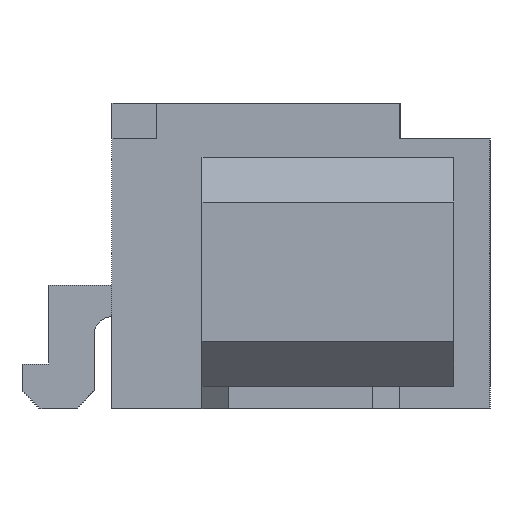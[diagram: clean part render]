
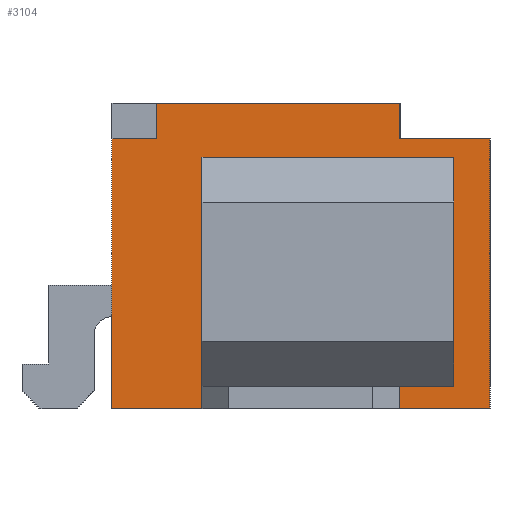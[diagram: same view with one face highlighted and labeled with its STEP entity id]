
A CAD part, left-side view. The second image highlights one B-rep face of the part: STEP entity #3104.
In plain terms, the highlighted planar face has unit normal (-1, 0, 0).
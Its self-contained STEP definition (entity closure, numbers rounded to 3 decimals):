
#787 = VERTEX_POINT('',#788);
#788 = CARTESIAN_POINT('',(-6.5,-2.6,0.));
#794 = EDGE_CURVE('',#787,#795,#797,.T.);
#795 = VERTEX_POINT('',#796);
#796 = CARTESIAN_POINT('',(-6.5,-2.6,3.));
#797 = LINE('',#798,#799);
#798 = CARTESIAN_POINT('',(-6.5,-2.6,0.));
#799 = VECTOR('',#800,1.);
#800 = DIRECTION('',(0.,0.,1.));
#1390 = VERTEX_POINT('',#1391);
#1391 = CARTESIAN_POINT('',(-6.5,1.6,3.));
#1397 = EDGE_CURVE('',#1398,#1390,#1400,.T.);
#1398 = VERTEX_POINT('',#1399);
#1399 = CARTESIAN_POINT('',(-6.5,1.6,0.));
#1400 = LINE('',#1401,#1402);
#1401 = CARTESIAN_POINT('',(-6.5,1.6,0.));
#1402 = VECTOR('',#1403,1.);
#1403 = DIRECTION('',(0.,0.,1.));
#2178 = VERTEX_POINT('',#2179);
#2179 = CARTESIAN_POINT('',(-6.5,1.1,3.4));
#2185 = EDGE_CURVE('',#2178,#2186,#2188,.T.);
#2186 = VERTEX_POINT('',#2187);
#2187 = CARTESIAN_POINT('',(-6.5,-1.6,3.4));
#2188 = LINE('',#2189,#2190);
#2189 = CARTESIAN_POINT('',(-6.5,1.6,3.4));
#2190 = VECTOR('',#2191,1.);
#2191 = DIRECTION('',(0.,-1.,0.));
#3049 = EDGE_CURVE('',#1398,#787,#3050,.T.);
#3050 = LINE('',#3051,#3052);
#3051 = CARTESIAN_POINT('',(-6.5,1.6,0.));
#3052 = VECTOR('',#3053,1.);
#3053 = DIRECTION('',(0.,-1.,0.));
#3084 = EDGE_CURVE('',#795,#3085,#3087,.T.);
#3085 = VERTEX_POINT('',#3086);
#3086 = CARTESIAN_POINT('',(-6.5,-1.6,3.));
#3087 = LINE('',#3088,#3089);
#3088 = CARTESIAN_POINT('',(-6.5,-2.6,3.));
#3089 = VECTOR('',#3090,1.);
#3090 = DIRECTION('',(0.,1.,0.));
#3104 = ADVANCED_FACE('',(#3105,#3132),#3214,.F.);
#3105 = FACE_BOUND('',#3106,.F.);
#3106 = EDGE_LOOP('',(#3107,#3108,#3109,#3117,#3123,#3124,#3130,#3131));
#3107 = ORIENTED_EDGE('',*,*,#3049,.F.);
#3108 = ORIENTED_EDGE('',*,*,#1397,.T.);
#3109 = ORIENTED_EDGE('',*,*,#3110,.T.);
#3110 = EDGE_CURVE('',#1390,#3111,#3113,.T.);
#3111 = VERTEX_POINT('',#3112);
#3112 = CARTESIAN_POINT('',(-6.5,1.1,3.));
#3113 = LINE('',#3114,#3115);
#3114 = CARTESIAN_POINT('',(-6.5,1.6,3.));
#3115 = VECTOR('',#3116,1.);
#3116 = DIRECTION('',(0.,-1.,0.));
#3117 = ORIENTED_EDGE('',*,*,#3118,.F.);
#3118 = EDGE_CURVE('',#2178,#3111,#3119,.T.);
#3119 = LINE('',#3120,#3121);
#3120 = CARTESIAN_POINT('',(-6.5,1.1,3.4));
#3121 = VECTOR('',#3122,1.);
#3122 = DIRECTION('',(-0.,-0.,-1.));
#3123 = ORIENTED_EDGE('',*,*,#2185,.T.);
#3124 = ORIENTED_EDGE('',*,*,#3125,.T.);
#3125 = EDGE_CURVE('',#2186,#3085,#3126,.T.);
#3126 = LINE('',#3127,#3128);
#3127 = CARTESIAN_POINT('',(-6.5,-1.6,3.4));
#3128 = VECTOR('',#3129,1.);
#3129 = DIRECTION('',(0.,0.,-1.));
#3130 = ORIENTED_EDGE('',*,*,#3084,.F.);
#3131 = ORIENTED_EDGE('',*,*,#794,.F.);
#3132 = FACE_BOUND('',#3133,.F.);
#3133 = EDGE_LOOP('',(#3134,#3144,#3152,#3160,#3168,#3176,#3184,#3192,
#3200,#3208));
#3134 = ORIENTED_EDGE('',*,*,#3135,.F.);
#3135 = EDGE_CURVE('',#3136,#3138,#3140,.T.);
#3136 = VERTEX_POINT('',#3137);
#3137 = CARTESIAN_POINT('',(-6.5,0.6,2.8));
#3138 = VERTEX_POINT('',#3139);
#3139 = CARTESIAN_POINT('',(-6.5,-2.2,2.8));
#3140 = LINE('',#3141,#3142);
#3141 = CARTESIAN_POINT('',(-6.5,0.6,2.8));
#3142 = VECTOR('',#3143,1.);
#3143 = DIRECTION('',(0.,-1.,0.));
#3144 = ORIENTED_EDGE('',*,*,#3145,.T.);
#3145 = EDGE_CURVE('',#3136,#3146,#3148,.T.);
#3146 = VERTEX_POINT('',#3147);
#3147 = CARTESIAN_POINT('',(-6.5,0.6,1.6));
#3148 = LINE('',#3149,#3150);
#3149 = CARTESIAN_POINT('',(-6.5,0.6,2.8));
#3150 = VECTOR('',#3151,1.);
#3151 = DIRECTION('',(0.,0.,-1.));
#3152 = ORIENTED_EDGE('',*,*,#3153,.T.);
#3153 = EDGE_CURVE('',#3146,#3154,#3156,.T.);
#3154 = VERTEX_POINT('',#3155);
#3155 = CARTESIAN_POINT('',(-6.5,-1.6,1.6));
#3156 = LINE('',#3157,#3158);
#3157 = CARTESIAN_POINT('',(-6.5,0.6,1.6));
#3158 = VECTOR('',#3159,1.);
#3159 = DIRECTION('',(0.,-1.,0.));
#3160 = ORIENTED_EDGE('',*,*,#3161,.T.);
#3161 = EDGE_CURVE('',#3154,#3162,#3164,.T.);
#3162 = VERTEX_POINT('',#3163);
#3163 = CARTESIAN_POINT('',(-6.5,-1.6,1.25));
#3164 = LINE('',#3165,#3166);
#3165 = CARTESIAN_POINT('',(-6.5,-1.6,1.6));
#3166 = VECTOR('',#3167,1.);
#3167 = DIRECTION('',(0.,0.,-1.));
#3168 = ORIENTED_EDGE('',*,*,#3169,.F.);
#3169 = EDGE_CURVE('',#3170,#3162,#3172,.T.);
#3170 = VERTEX_POINT('',#3171);
#3171 = CARTESIAN_POINT('',(-6.5,0.6,1.25));
#3172 = LINE('',#3173,#3174);
#3173 = CARTESIAN_POINT('',(-6.5,0.6,1.25));
#3174 = VECTOR('',#3175,1.);
#3175 = DIRECTION('',(0.,-1.,0.));
#3176 = ORIENTED_EDGE('',*,*,#3177,.T.);
#3177 = EDGE_CURVE('',#3170,#3178,#3180,.T.);
#3178 = VERTEX_POINT('',#3179);
#3179 = CARTESIAN_POINT('',(-6.5,0.6,0.35));
#3180 = LINE('',#3181,#3182);
#3181 = CARTESIAN_POINT('',(-6.5,0.6,1.25));
#3182 = VECTOR('',#3183,1.);
#3183 = DIRECTION('',(0.,0.,-1.));
#3184 = ORIENTED_EDGE('',*,*,#3185,.T.);
#3185 = EDGE_CURVE('',#3178,#3186,#3188,.T.);
#3186 = VERTEX_POINT('',#3187);
#3187 = CARTESIAN_POINT('',(-6.5,-1.6,0.35));
#3188 = LINE('',#3189,#3190);
#3189 = CARTESIAN_POINT('',(-6.5,0.6,0.35));
#3190 = VECTOR('',#3191,1.);
#3191 = DIRECTION('',(0.,-1.,0.));
#3192 = ORIENTED_EDGE('',*,*,#3193,.T.);
#3193 = EDGE_CURVE('',#3186,#3194,#3196,.T.);
#3194 = VERTEX_POINT('',#3195);
#3195 = CARTESIAN_POINT('',(-6.5,-1.6,0.25));
#3196 = LINE('',#3197,#3198);
#3197 = CARTESIAN_POINT('',(-6.5,-1.6,1.6));
#3198 = VECTOR('',#3199,1.);
#3199 = DIRECTION('',(0.,0.,-1.));
#3200 = ORIENTED_EDGE('',*,*,#3201,.T.);
#3201 = EDGE_CURVE('',#3194,#3202,#3204,.T.);
#3202 = VERTEX_POINT('',#3203);
#3203 = CARTESIAN_POINT('',(-6.5,-2.2,0.25));
#3204 = LINE('',#3205,#3206);
#3205 = CARTESIAN_POINT('',(-6.5,0.6,0.25));
#3206 = VECTOR('',#3207,1.);
#3207 = DIRECTION('',(0.,-1.,0.));
#3208 = ORIENTED_EDGE('',*,*,#3209,.F.);
#3209 = EDGE_CURVE('',#3138,#3202,#3210,.T.);
#3210 = LINE('',#3211,#3212);
#3211 = CARTESIAN_POINT('',(-6.5,-2.2,2.8));
#3212 = VECTOR('',#3213,1.);
#3213 = DIRECTION('',(0.,0.,-1.));
#3214 = PLANE('',#3215);
#3215 = AXIS2_PLACEMENT_3D('',#3216,#3217,#3218);
#3216 = CARTESIAN_POINT('',(-6.5,1.6,0.));
#3217 = DIRECTION('',(1.,0.,0.));
#3218 = DIRECTION('',(0.,-1.,0.));
